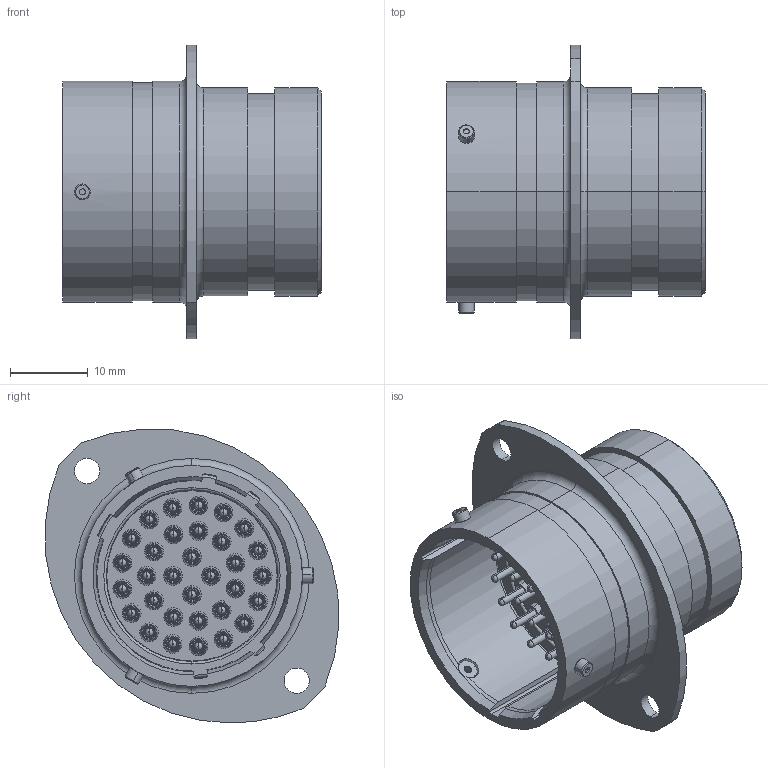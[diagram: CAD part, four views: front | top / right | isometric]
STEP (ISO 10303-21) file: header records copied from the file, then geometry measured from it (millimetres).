
FILE_DESCRIPTION (( 'STEP AP214' ), '1' );
FILE_NAME ('AS018-32PC.STEP', '2020-06-09T11:58:38', ( 'TE Connectivity' ), ( 'TE Connectivity' ), 'SwSTEP 2.0', 'SolidWorks 2016', '' );
FILE_SCHEMA (( 'AUTOMOTIVE_DESIGN' ));
Length unit declared in the file: millimetre
Products named in the file (1): AS018-32PC
Bounding box: 33.31 x 37.8 x 37.85 mm (x, y, z)
Volume: 12190.9 mm3; surface area: 13565.7 mm2
Topology: 73 solids, 73 shells, 1971 faces, 4073 edges, 2355 vertices
Faces by surface type: torus 726, cylinder 613, cone 340, plane 274, sphere 18
Entity records: 75436 total; most frequent: DIRECTION 10992, CARTESIAN_POINT 8727, ORIENTED_EDGE 8114, AXIS2_PLACEMENT_3D 5007, EDGE_CURVE 4057, CIRCLE 3037, VERTEX_POINT 2349, EDGE_LOOP 2292
